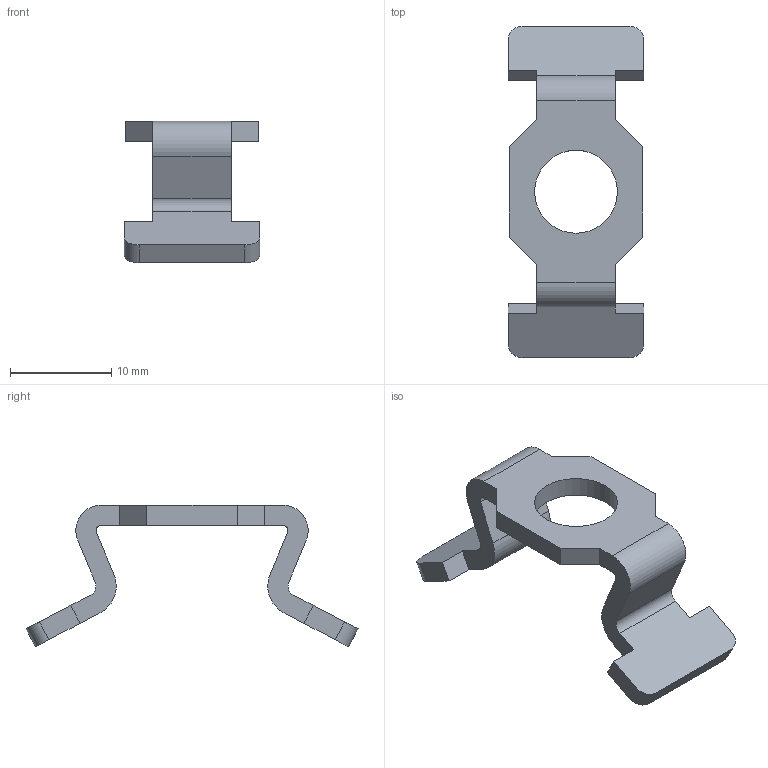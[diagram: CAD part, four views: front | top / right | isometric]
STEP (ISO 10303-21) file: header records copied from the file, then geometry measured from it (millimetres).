
FILE_DESCRIPTION((''),'2;1');
FILE_NAME('210814.ipt.stp','2010-09-05T12:24:27',(''),(''),'Autodesk Inventor 2010','Autodesk Inventor 2010','');
FILE_SCHEMA(('AUTOMOTIVE_DESIGN { 1 0 10303 214 1 1 1 1 }'));
Length unit declared in the file: millimetre
Products named in the file (1): 210814
Bounding box: 13.4 x 32.86 x 14 mm (x, y, z)
Volume: 959.8 mm3; surface area: 1304.2 mm2
Topology: 1 solids, 1 shells, 43 faces, 123 edges, 82 vertices
Faces by surface type: plane 19, bspline 15, cylinder 9
Full cylindrical faces by diameter (mm): 8.2 x1
Entity records: 1480 total; most frequent: CARTESIAN_POINT 349, ORIENTED_EDGE 244, DIRECTION 206, EDGE_CURVE 122, VECTOR 96, LINE 96, VERTEX_POINT 82, AXIS2_PLACEMENT_3D 55
